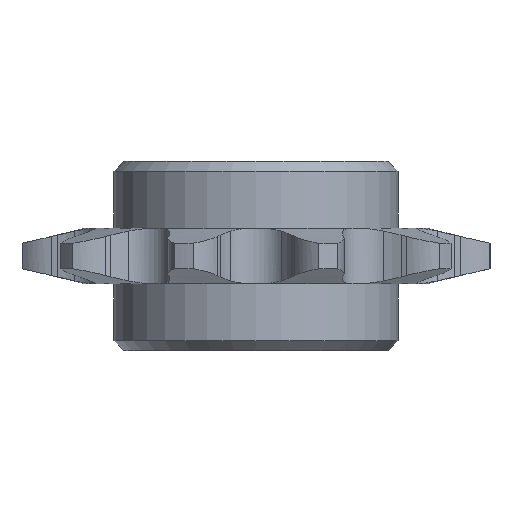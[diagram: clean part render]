
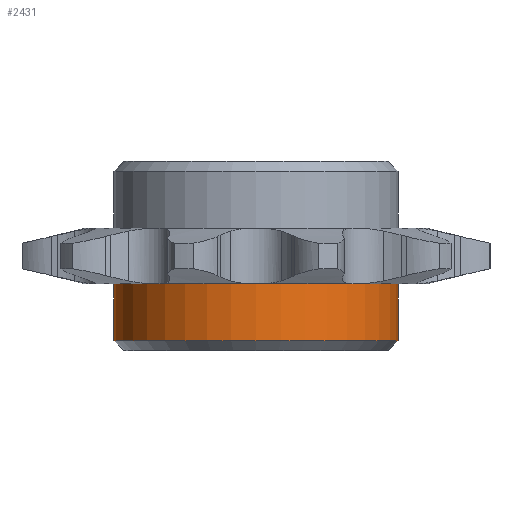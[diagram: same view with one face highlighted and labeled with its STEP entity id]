
A CAD part, front view. The second image highlights one B-rep face of the part: STEP entity #2431.
In plain terms, the highlighted cylindrical face has radius 7.15 mm (diameter 14.3 mm), a partial arc.
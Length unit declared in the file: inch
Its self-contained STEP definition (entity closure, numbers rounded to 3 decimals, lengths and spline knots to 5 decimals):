
#19 = EDGE_CURVE ( 'NONE', #3444, #2504, #6834, .T. ) ;
#213 = CIRCLE ( 'NONE', #1126, 0.2815 ) ;
#391 = DIRECTION ( 'NONE',  ( 0., 0., -1. ) ) ;
#522 = CARTESIAN_POINT ( 'NONE',  ( -0.2815, 0., -0.1875 ) ) ;
#761 = CARTESIAN_POINT ( 'NONE',  ( -0.2815, 0., -0.16781 ) ) ;
#793 = VECTOR ( 'NONE', #1136, 39.37008 ) ;
#885 = EDGE_CURVE ( 'NONE', #2504, #1973, #4909, .T. ) ;
#995 = DIRECTION ( 'NONE',  ( 1., 0., 0. ) ) ;
#1032 = DIRECTION ( 'NONE',  ( 0., 0., 1. ) ) ;
#1066 = CYLINDRICAL_SURFACE ( 'NONE', #3891, 0.2815 ) ;
#1126 = AXIS2_PLACEMENT_3D ( 'NONE', #3595, #2441, #6790 ) ;
#1136 = DIRECTION ( 'NONE',  ( 0., 0., 1. ) ) ;
#1257 = EDGE_CURVE ( 'NONE', #5002, #1973, #1717, .T. ) ;
#1417 = CARTESIAN_POINT ( 'NONE',  ( 0.2815, 0., -0.1875 ) ) ;
#1451 = ORIENTED_EDGE ( 'NONE', *, *, #885, .T. ) ;
#1717 = LINE ( 'NONE', #522, #793 ) ;
#1973 = VERTEX_POINT ( 'NONE', #7017 ) ;
#2239 = CARTESIAN_POINT ( 'NONE',  ( 0.2815, 0., -0.16781 ) ) ;
#2278 = EDGE_LOOP ( 'NONE', ( #5915, #2555, #4811, #1451 ) ) ;
#2431 = ADVANCED_FACE ( 'NONE', ( #6008 ), #1066, .T. ) ;
#2441 = DIRECTION ( 'NONE',  ( 0., 0., 1. ) ) ;
#2504 = VERTEX_POINT ( 'NONE', #5461 ) ;
#2555 = ORIENTED_EDGE ( 'NONE', *, *, #3523, .T. ) ;
#2599 = DIRECTION ( 'NONE',  ( 0., 0., 1. ) ) ;
#3444 = VERTEX_POINT ( 'NONE', #2239 ) ;
#3523 = EDGE_CURVE ( 'NONE', #5002, #3444, #213, .T. ) ;
#3595 = CARTESIAN_POINT ( 'NONE',  ( 0., 0., -0.16781 ) ) ;
#3874 = AXIS2_PLACEMENT_3D ( 'NONE', #4354, #391, #995 ) ;
#3891 = AXIS2_PLACEMENT_3D ( 'NONE', #5969, #1032, #5032 ) ;
#4354 = CARTESIAN_POINT ( 'NONE',  ( 0., 0., -0.055 ) ) ;
#4811 = ORIENTED_EDGE ( 'NONE', *, *, #19, .T. ) ;
#4909 = CIRCLE ( 'NONE', #3874, 0.2815 ) ;
#5002 = VERTEX_POINT ( 'NONE', #761 ) ;
#5032 = DIRECTION ( 'NONE',  ( 1., 0., 0. ) ) ;
#5461 = CARTESIAN_POINT ( 'NONE',  ( 0.2815, 0., -0.055 ) ) ;
#5722 = VECTOR ( 'NONE', #2599, 39.37008 ) ;
#5915 = ORIENTED_EDGE ( 'NONE', *, *, #1257, .F. ) ;
#5969 = CARTESIAN_POINT ( 'NONE',  ( 0., 0., -0.1875 ) ) ;
#6008 = FACE_OUTER_BOUND ( 'NONE', #2278, .T. ) ;
#6790 = DIRECTION ( 'NONE',  ( -1., 0., 0. ) ) ;
#6834 = LINE ( 'NONE', #1417, #5722 ) ;
#7017 = CARTESIAN_POINT ( 'NONE',  ( -0.2815, 0., -0.055 ) ) ;
